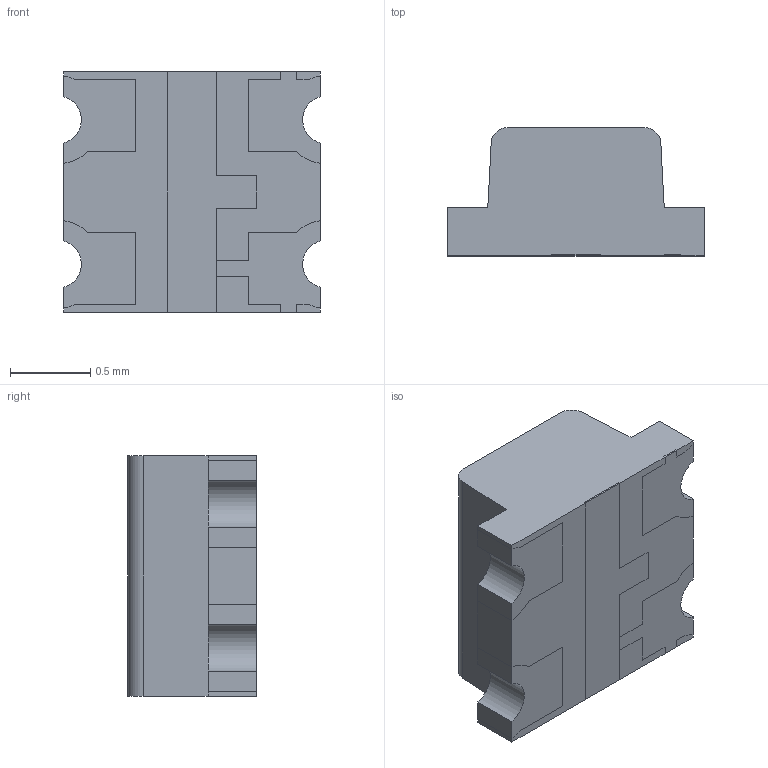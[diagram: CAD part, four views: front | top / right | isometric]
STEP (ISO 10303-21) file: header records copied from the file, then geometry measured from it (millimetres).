
FILE_DESCRIPTION (( 'STEP AP214' ), '1' );
FILE_NAME ('QBLP600-RGB.STEP', '2020-01-31T10:04:42', ( '' ), ( '' ), 'SwSTEP 2.0', 'SolidWorks 2017', '' );
FILE_SCHEMA (( 'AUTOMOTIVE_DESIGN' ));
Length unit declared in the file: millimetre
Products named in the file (1): QBLP600-RGB
Bounding box: 1.6 x 0.8 x 1.5 mm (x, y, z)
Volume: 1.5 mm3; surface area: 13 mm2
Topology: 7 solids, 7 shells, 161 faces, 430 edges, 284 vertices
Faces by surface type: plane 143, cylinder 18
Entity records: 5056 total; most frequent: CARTESIAN_POINT 876, ORIENTED_EDGE 860, DIRECTION 822, EDGE_CURVE 430, VECTOR 362, LINE 362, VERTEX_POINT 284, AXIS2_PLACEMENT_3D 230
